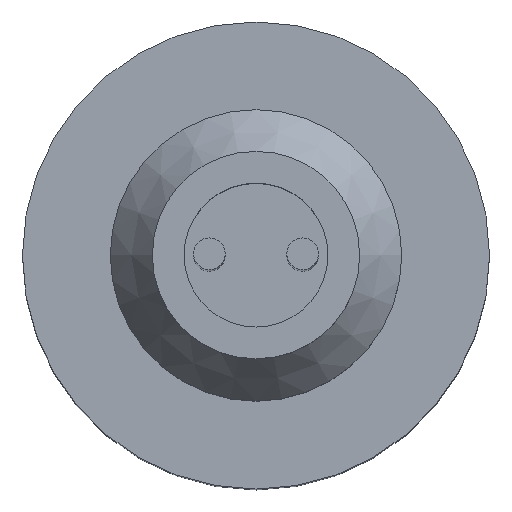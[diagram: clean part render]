
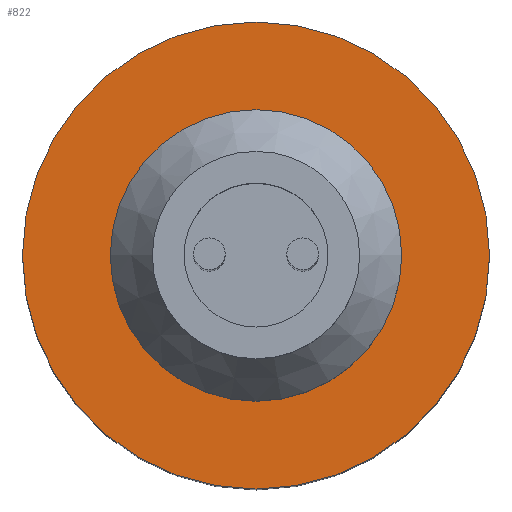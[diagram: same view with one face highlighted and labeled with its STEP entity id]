
A CAD part, top view. The second image highlights one B-rep face of the part: STEP entity #822.
In plain terms, the highlighted planar face has unit normal (0, 0, 1).
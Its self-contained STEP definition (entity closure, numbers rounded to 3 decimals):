
#28=FACE_BOUND($,#204,.T.);
#29=FACE_BOUND($,#205,.T.);
#51=CIRCLE($,#876,7.8);
#52=CIRCLE($,#878,12.5);
#204=EDGE_LOOP($,(#678));
#205=EDGE_LOOP($,(#679));
#403=VERTEX_POINT($,#1427);
#404=VERTEX_POINT($,#1430);
#505=EDGE_CURVE($,#403,#403,#51,.T.);
#506=EDGE_CURVE($,#404,#404,#52,.T.);
#678=ORIENTED_EDGE($,*,*,#505,.T.);
#679=ORIENTED_EDGE($,*,*,#506,.F.);
#737=PLANE($,#880);
#822=ADVANCED_FACE($,(#28,#29),#737,.F.);
#876=AXIS2_PLACEMENT_3D($,#1428,#1042,#1043);
#878=AXIS2_PLACEMENT_3D($,#1431,#1046,#1047);
#880=AXIS2_PLACEMENT_3D($,#1434,#1050,#1051);
#1042=DIRECTION('center_axis',(0.,0.,-1.));
#1043=DIRECTION('ref_axis',(-1.,0.,0.));
#1046=DIRECTION('center_axis',(0.,0.,-1.));
#1047=DIRECTION('ref_axis',(-1.,0.,0.));
#1050=DIRECTION('center_axis',(0.,0.,-1.));
#1051=DIRECTION('ref_axis',(-1.,0.,0.));
#1427=CARTESIAN_POINT('',(7.8,0.,28.));
#1428=CARTESIAN_POINT('Origin',(0.,0.,28.));
#1430=CARTESIAN_POINT('',(12.5,0.,28.));
#1431=CARTESIAN_POINT('Origin',(0.,0.,28.));
#1434=CARTESIAN_POINT('Origin',(0.,0.,28.));
